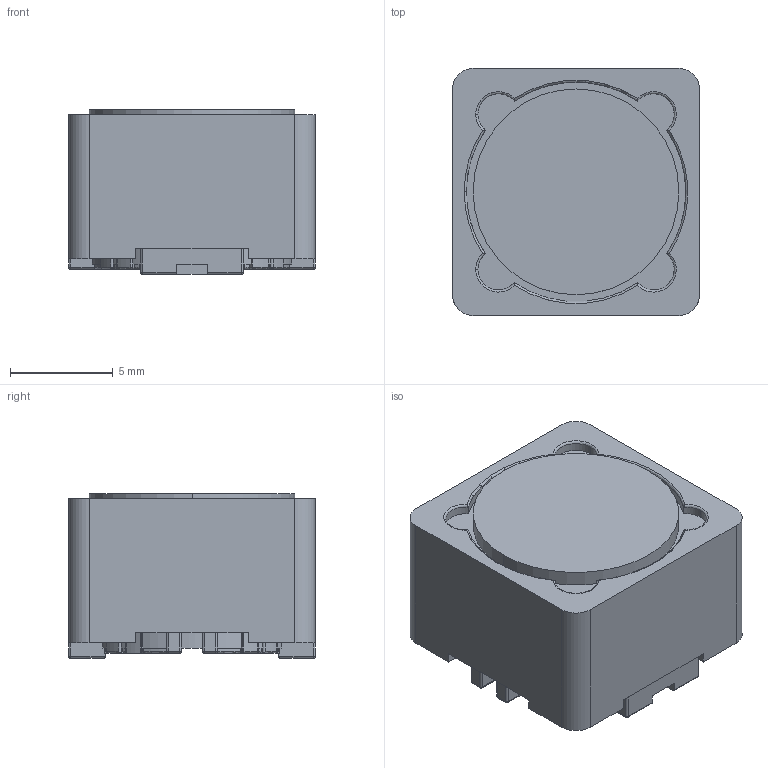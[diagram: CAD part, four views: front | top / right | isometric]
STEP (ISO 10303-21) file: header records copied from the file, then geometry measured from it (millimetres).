
FILE_DESCRIPTION(('FreeCAD Model'),'2;1');
FILE_NAME('SW3dPS-744770222.step','2016-07-19T09:07:43',('Author'),(''), 'Open CASCADE STEP processor 6.8','FreeCAD','Unknown');
FILE_SCHEMA(('AUTOMOTIVE_DESIGN_CC2 { 1 2 10303 214 -1 1 5 4 }'));
Products named in the file (1): SW3dPS-744770222
Bounding box: 12 x 12 x 8 mm (x, y, z)
Volume: 1049.7 mm3; surface area: 710.3 mm2
Topology: 1 solids, 1 shells, 302 faces, 784 edges, 468 vertices
Faces by surface type: cylinder 140, plane 93, torus 43, sphere 18, bspline 8
Entity records: 43571 total; most frequent: CARTESIAN_POINT 27867, DIRECTION 2097, ORIENTED_EDGE 1532, PCURVE 1532, DEFINITIONAL_REPRESENTATION 1532, B_SPLINE_CURVE_WITH_KNOTS 964, LINE 835, VECTOR 835
